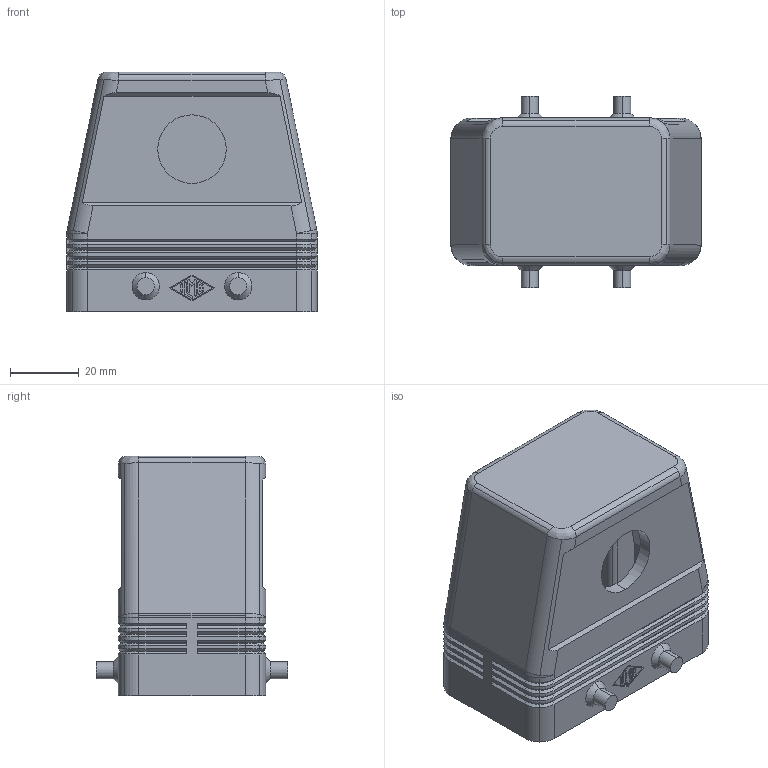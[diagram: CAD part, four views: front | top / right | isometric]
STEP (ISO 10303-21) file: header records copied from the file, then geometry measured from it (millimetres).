
FILE_DESCRIPTION((''),'2;1');
FILE_NAME('MMFF 03.20.stp','2006-12-21T13:35:25',('gembarski'),(''),'Autodesk Inventor 7','Autodesk Inventor 7','');
FILE_SCHEMA(('AUTOMOTIVE_DESIGN { 1 0 10303 214 1 1 1 1 }'));
Length unit declared in the file: millimetre
Products named in the file (1): CAO Tüllengehäuse 2 Bügel für einen Einsatz
Bounding box: 73 x 56 x 70 mm (x, y, z)
Volume: 58164.7 mm3; surface area: 33472.3 mm2
Topology: 1 solids, 1 shells, 403 faces, 962 edges, 572 vertices
Faces by surface type: plane 157, cylinder 104, bspline 70, cone 68, sphere 4
Entity records: 12143 total; most frequent: CARTESIAN_POINT 2884, DIRECTION 1942, ORIENTED_EDGE 1908, EDGE_CURVE 954, AXIS2_PLACEMENT_3D 654, VECTOR 634, LINE 634, VERTEX_POINT 572
